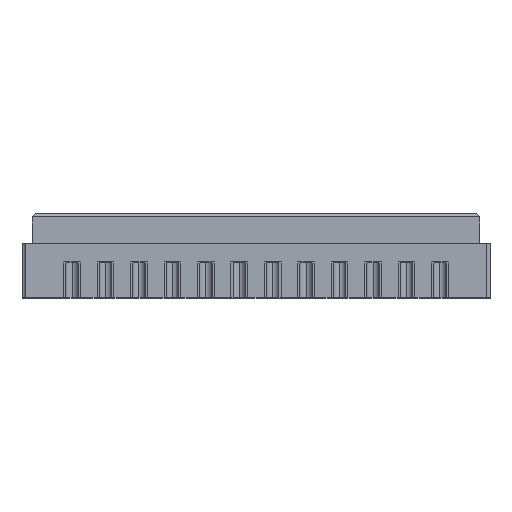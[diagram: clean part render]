
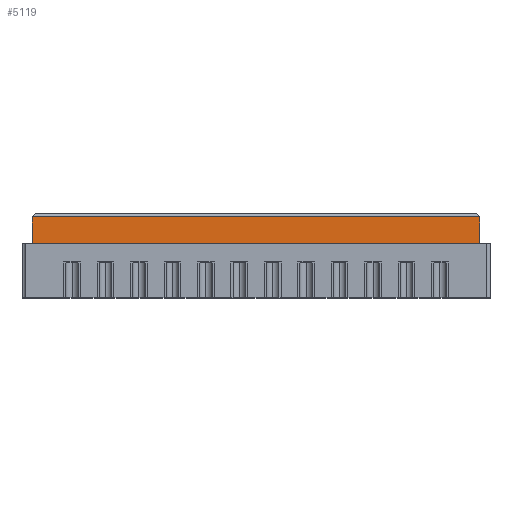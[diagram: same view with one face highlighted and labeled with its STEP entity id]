
A CAD part, top view. The second image highlights one B-rep face of the part: STEP entity #5119.
In plain terms, the highlighted planar face has unit normal (0, 0, 1).
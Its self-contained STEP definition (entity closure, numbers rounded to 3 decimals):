
#108 = EDGE_CURVE ( 'NONE', #14476, #18464, #3701, .T. ) ;
#584 = VECTOR ( 'NONE', #11491, 1000. ) ;
#2265 = CARTESIAN_POINT ( 'NONE',  ( -6.8, 23.793, 6.8 ) ) ;
#2723 = CARTESIAN_POINT ( 'NONE',  ( 6.8, 2.45, 6.8 ) ) ;
#2888 = DIRECTION ( 'NONE',  ( 0., -1., 0. ) ) ;
#2974 = CARTESIAN_POINT ( 'NONE',  ( 6.8, 23.793, 6.8 ) ) ;
#3701 = LINE ( 'NONE', #2265, #10727 ) ;
#5119 = ADVANCED_FACE ( 'NONE', ( #19372 ), #8180, .F. ) ;
#5484 = EDGE_CURVE ( 'NONE', #17154, #8369, #6059, .T. ) ;
#6059 = LINE ( 'NONE', #9463, #6097 ) ;
#6097 = VECTOR ( 'NONE', #2888, 1000. ) ;
#6423 = EDGE_LOOP ( 'NONE', ( #12993, #14876, #11481, #9924 ) ) ;
#7729 = CARTESIAN_POINT ( 'NONE',  ( -6.8, 2.45, 6.8 ) ) ;
#8180 = PLANE ( 'NONE',  #16680 ) ;
#8246 = CARTESIAN_POINT ( 'NONE',  ( -6.8, 1.65, 6.8 ) ) ;
#8369 = VERTEX_POINT ( 'NONE', #10085 ) ;
#8881 = DIRECTION ( 'NONE',  ( 0., 0., -1. ) ) ;
#9441 = EDGE_CURVE ( 'NONE', #17154, #14476, #13758, .T. ) ;
#9463 = CARTESIAN_POINT ( 'NONE',  ( 6.8, 23.793, 6.8 ) ) ;
#9924 = ORIENTED_EDGE ( 'NONE', *, *, #15700, .T. ) ;
#10085 = CARTESIAN_POINT ( 'NONE',  ( 6.8, 1.65, 6.8 ) ) ;
#10405 = LINE ( 'NONE', #18399, #17002 ) ;
#10727 = VECTOR ( 'NONE', #12055, 1000. ) ;
#11481 = ORIENTED_EDGE ( 'NONE', *, *, #108, .T. ) ;
#11491 = DIRECTION ( 'NONE',  ( -1., 0., 0. ) ) ;
#12055 = DIRECTION ( 'NONE',  ( 0., -1., 0. ) ) ;
#12843 = CARTESIAN_POINT ( 'NONE',  ( -6.8, 2.45, 6.8 ) ) ;
#12993 = ORIENTED_EDGE ( 'NONE', *, *, #5484, .F. ) ;
#13758 = LINE ( 'NONE', #12843, #584 ) ;
#14476 = VERTEX_POINT ( 'NONE', #7729 ) ;
#14876 = ORIENTED_EDGE ( 'NONE', *, *, #9441, .T. ) ;
#15477 = DIRECTION ( 'NONE',  ( -1., 0., 0. ) ) ;
#15700 = EDGE_CURVE ( 'NONE', #18464, #8369, #10405, .T. ) ;
#16680 = AXIS2_PLACEMENT_3D ( 'NONE', #2974, #8881, #15477 ) ;
#17002 = VECTOR ( 'NONE', #19482, 1000. ) ;
#17154 = VERTEX_POINT ( 'NONE', #2723 ) ;
#18399 = CARTESIAN_POINT ( 'NONE',  ( 6.8, 1.65, 6.8 ) ) ;
#18464 = VERTEX_POINT ( 'NONE', #8246 ) ;
#19372 = FACE_OUTER_BOUND ( 'NONE', #6423, .T. ) ;
#19482 = DIRECTION ( 'NONE',  ( 1., 0., 0. ) ) ;
